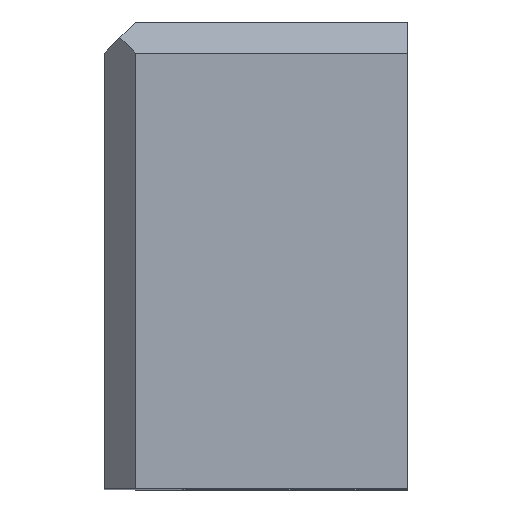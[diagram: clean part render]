
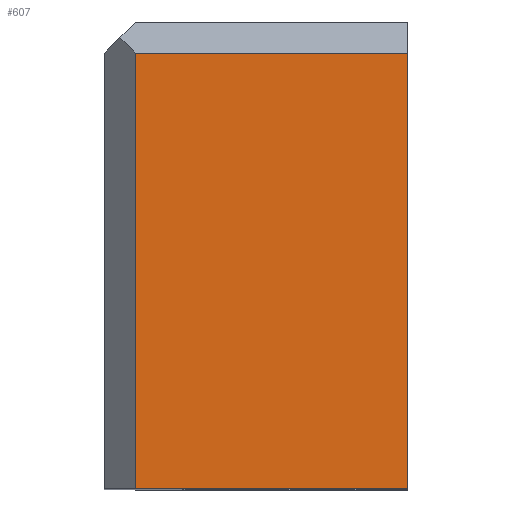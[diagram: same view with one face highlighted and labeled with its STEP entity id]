
A CAD part, top view. The second image highlights one B-rep face of the part: STEP entity #607.
In plain terms, the highlighted planar face has unit normal (0, 0, 1).
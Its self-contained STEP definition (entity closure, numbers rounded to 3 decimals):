
#71=FACE_OUTER_BOUND('',#103,.T.);
#103=EDGE_LOOP('',(#413,#414,#415,#416));
#141=LINE('',#895,#199);
#145=LINE('',#903,#203);
#146=LINE('',#905,#204);
#147=LINE('',#906,#205);
#199=VECTOR('',#708,10.);
#203=VECTOR('',#714,10.);
#204=VECTOR('',#715,10.);
#205=VECTOR('',#716,10.);
#257=VERTEX_POINT('',#892);
#258=VERTEX_POINT('',#894);
#261=VERTEX_POINT('',#902);
#262=VERTEX_POINT('',#904);
#318=EDGE_CURVE('',#257,#258,#141,.T.);
#322=EDGE_CURVE('',#261,#257,#145,.T.);
#323=EDGE_CURVE('',#261,#262,#146,.T.);
#324=EDGE_CURVE('',#258,#262,#147,.T.);
#413=ORIENTED_EDGE('',*,*,#318,.F.);
#414=ORIENTED_EDGE('',*,*,#322,.F.);
#415=ORIENTED_EDGE('',*,*,#323,.T.);
#416=ORIENTED_EDGE('',*,*,#324,.F.);
#591=PLANE('',#641);
#607=ADVANCED_FACE('',(#71),#591,.T.);
#641=AXIS2_PLACEMENT_3D('',#901,#712,#713);
#708=DIRECTION('',(0.,1.,0.));
#712=DIRECTION('center_axis',(0.,0.,1.));
#713=DIRECTION('ref_axis',(1.,0.,0.));
#714=DIRECTION('',(-1.,0.,0.));
#715=DIRECTION('',(0.,1.,0.));
#716=DIRECTION('',(1.,0.,0.));
#892=CARTESIAN_POINT('',(52.,0.,5.));
#894=CARTESIAN_POINT('',(52.,28.,5.));
#895=CARTESIAN_POINT('',(52.,15.,5.));
#901=CARTESIAN_POINT('Origin',(40.,0.,5.));
#902=CARTESIAN_POINT('',(69.5,0.,5.));
#903=CARTESIAN_POINT('',(70.,0.,5.));
#904=CARTESIAN_POINT('',(69.5,28.,5.));
#905=CARTESIAN_POINT('',(69.5,15.,5.));
#906=CARTESIAN_POINT('',(71.693,28.,5.));
